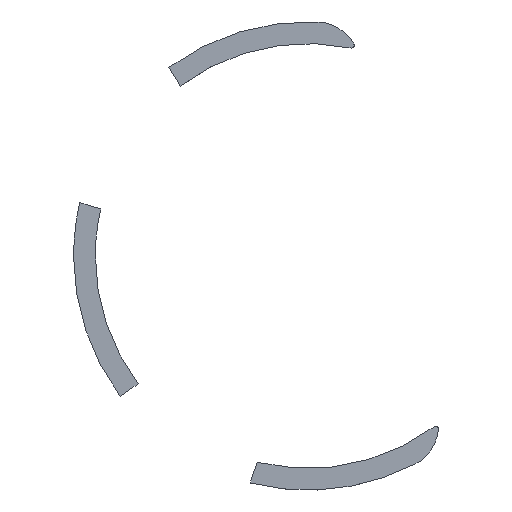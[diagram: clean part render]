
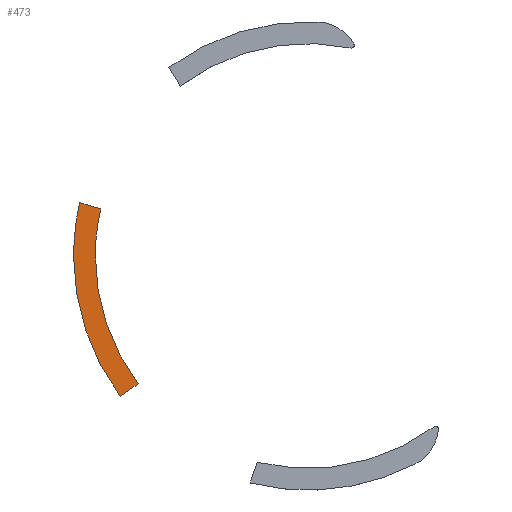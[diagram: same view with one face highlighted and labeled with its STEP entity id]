
A CAD part, top view. The second image highlights one B-rep face of the part: STEP entity #473.
In plain terms, the highlighted planar face has unit normal (0, 0, 1).
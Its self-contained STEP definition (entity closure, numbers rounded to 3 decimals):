
#322=CARTESIAN_POINT('',(-87.63,32.624,-1.5));
#323=VERTEX_POINT('',#322);
#330=CARTESIAN_POINT('',(-79.974,30.219,-1.5));
#331=VERTEX_POINT('',#330);
#332=CARTESIAN_POINT('',(-87.63,32.624,-1.5));
#333=DIRECTION('',(0.954,-0.3,0.));
#334=VECTOR('',#333,8.024);
#335=LINE('',#332,#334);
#336=EDGE_CURVE('',#323,#331,#335,.T.);
#362=CARTESIAN_POINT('',(-81.908,12.96,-1.5));
#363=VERTEX_POINT('',#362);
#378=CARTESIAN_POINT('',(-3.908,12.96,-1.5));
#379=DIRECTION('',(0.,0.,1.));
#380=DIRECTION('',(1.,0.,-0.));
#381=AXIS2_PLACEMENT_3D('',#378,#379,#380);
#382=CIRCLE('',#381,78.);
#383=EDGE_CURVE('',#331,#363,#382,.T.);
#431=CARTESIAN_POINT('',(-3.908,12.96,-1.5));
#432=DIRECTION('',(0.,0.,1.));
#433=DIRECTION('',(1.,0.,0.));
#434=AXIS2_PLACEMENT_3D('',#431,#432,#433);
#435=PLANE('',#434);
#436=CARTESIAN_POINT('',(-66.186,-34.002,-1.5));
#437=VERTEX_POINT('',#436);
#438=CARTESIAN_POINT('',(-72.769,-38.559,-1.5));
#439=VERTEX_POINT('',#438);
#440=CARTESIAN_POINT('',(-66.186,-34.002,-1.5));
#441=DIRECTION('',(-0.822,-0.569,0.));
#442=VECTOR('',#441,8.006);
#443=LINE('',#440,#442);
#444=EDGE_CURVE('',#437,#439,#443,.T.);
#445=ORIENTED_EDGE('',*,*,#444,.F.);
#446=CARTESIAN_POINT('',(-3.908,12.96,-1.5));
#447=DIRECTION('',(0.,0.,1.));
#448=DIRECTION('',(1.,0.,-0.));
#449=AXIS2_PLACEMENT_3D('',#446,#447,#448);
#450=CIRCLE('',#449,78.);
#451=EDGE_CURVE('',#363,#437,#450,.T.);
#452=ORIENTED_EDGE('',*,*,#451,.F.);
#453=ORIENTED_EDGE('',*,*,#383,.F.);
#454=ORIENTED_EDGE('',*,*,#336,.F.);
#455=CARTESIAN_POINT('',(-89.908,12.96,-1.5));
#456=VERTEX_POINT('',#455);
#457=CARTESIAN_POINT('',(-3.908,12.96,-1.5));
#458=DIRECTION('',(0.,0.,1.));
#459=DIRECTION('',(1.,0.,-0.));
#460=AXIS2_PLACEMENT_3D('',#457,#458,#459);
#461=CIRCLE('',#460,86.);
#462=EDGE_CURVE('',#323,#456,#461,.T.);
#463=ORIENTED_EDGE('',*,*,#462,.T.);
#464=CARTESIAN_POINT('',(-3.908,12.96,-1.5));
#465=DIRECTION('',(0.,0.,1.));
#466=DIRECTION('',(1.,0.,-0.));
#467=AXIS2_PLACEMENT_3D('',#464,#465,#466);
#468=CIRCLE('',#467,86.);
#469=EDGE_CURVE('',#456,#439,#468,.T.);
#470=ORIENTED_EDGE('',*,*,#469,.T.);
#471=EDGE_LOOP('',(#445,#452,#453,#454,#463,#470));
#472=FACE_BOUND('',#471,.T.);
#473=ADVANCED_FACE('',(#472),#435,.T.);
